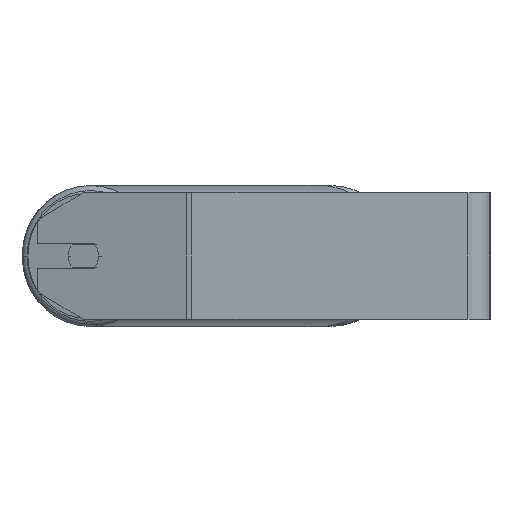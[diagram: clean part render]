
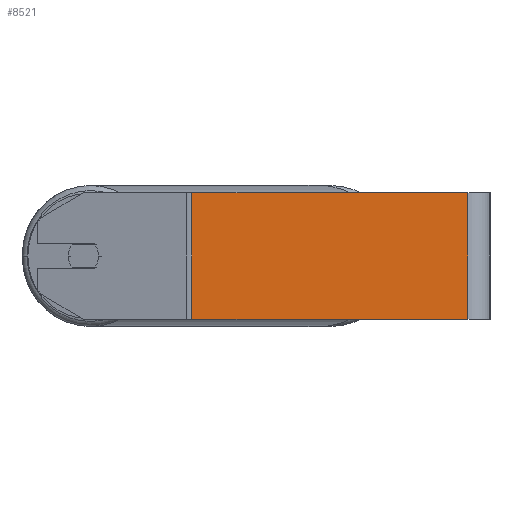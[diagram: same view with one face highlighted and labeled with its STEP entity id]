
A CAD part, left-side view. The second image highlights one B-rep face of the part: STEP entity #8521.
In plain terms, the highlighted planar face has unit normal (-1, 0, 0).
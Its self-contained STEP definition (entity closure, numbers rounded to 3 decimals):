
#197 = CARTESIAN_POINT ( 'NONE',  ( -900., 188.153, -40. ) ) ;
#419 = LINE ( 'NONE', #1159, #3972 ) ;
#701 = LINE ( 'NONE', #2063, #3373 ) ;
#997 = CARTESIAN_POINT ( 'NONE',  ( -900., 14., 40. ) ) ;
#1159 = CARTESIAN_POINT ( 'NONE',  ( -900., 189.996, 40. ) ) ;
#1266 = VECTOR ( 'NONE', #8752, 1000. ) ;
#1278 = VECTOR ( 'NONE', #6967, 1000. ) ;
#1401 = EDGE_CURVE ( 'NONE', #2069, #4908, #701, .T. ) ;
#2063 = CARTESIAN_POINT ( 'NONE',  ( -900., 188.153, 40. ) ) ;
#2069 = VERTEX_POINT ( 'NONE', #2642 ) ;
#2118 = ORIENTED_EDGE ( 'NONE', *, *, #3341, .F. ) ;
#2439 = EDGE_CURVE ( 'NONE', #4908, #4248, #6618, .T. ) ;
#2642 = CARTESIAN_POINT ( 'NONE',  ( -900., 188.153, 40. ) ) ;
#2671 = ORIENTED_EDGE ( 'NONE', *, *, #1401, .T. ) ;
#2689 = CARTESIAN_POINT ( 'NONE',  ( -900., 189.996, 40. ) ) ;
#2726 = AXIS2_PLACEMENT_3D ( 'NONE', #2689, #3222, #7259 ) ;
#3222 = DIRECTION ( 'NONE',  ( 1., 0., 0. ) ) ;
#3341 = EDGE_CURVE ( 'NONE', #3788, #4248, #8383, .T. ) ;
#3373 = VECTOR ( 'NONE', #8163, 1000. ) ;
#3788 = VERTEX_POINT ( 'NONE', #5575 ) ;
#3972 = VECTOR ( 'NONE', #6507, 1000. ) ;
#4248 = VERTEX_POINT ( 'NONE', #5771 ) ;
#4908 = VERTEX_POINT ( 'NONE', #197 ) ;
#4966 = EDGE_CURVE ( 'NONE', #2069, #3788, #419, .T. ) ;
#5342 = FACE_OUTER_BOUND ( 'NONE', #7205, .T. ) ;
#5575 = CARTESIAN_POINT ( 'NONE',  ( -900., 14., 40. ) ) ;
#5771 = CARTESIAN_POINT ( 'NONE',  ( -900., 14., -40. ) ) ;
#6068 = ORIENTED_EDGE ( 'NONE', *, *, #4966, .F. ) ;
#6507 = DIRECTION ( 'NONE',  ( 0., -1., 0. ) ) ;
#6618 = LINE ( 'NONE', #6665, #1266 ) ;
#6665 = CARTESIAN_POINT ( 'NONE',  ( -900., 189.996, -40. ) ) ;
#6967 = DIRECTION ( 'NONE',  ( 0., 0., -1. ) ) ;
#7205 = EDGE_LOOP ( 'NONE', ( #8432, #2118, #6068, #2671 ) ) ;
#7259 = DIRECTION ( 'NONE',  ( 0., 0., -1. ) ) ;
#8163 = DIRECTION ( 'NONE',  ( 0., 0., -1. ) ) ;
#8383 = LINE ( 'NONE', #997, #1278 ) ;
#8432 = ORIENTED_EDGE ( 'NONE', *, *, #2439, .T. ) ;
#8521 = ADVANCED_FACE ( 'NONE', ( #5342 ), #8684, .F. ) ;
#8684 = PLANE ( 'NONE',  #2726 ) ;
#8752 = DIRECTION ( 'NONE',  ( 0., -1., 0. ) ) ;
